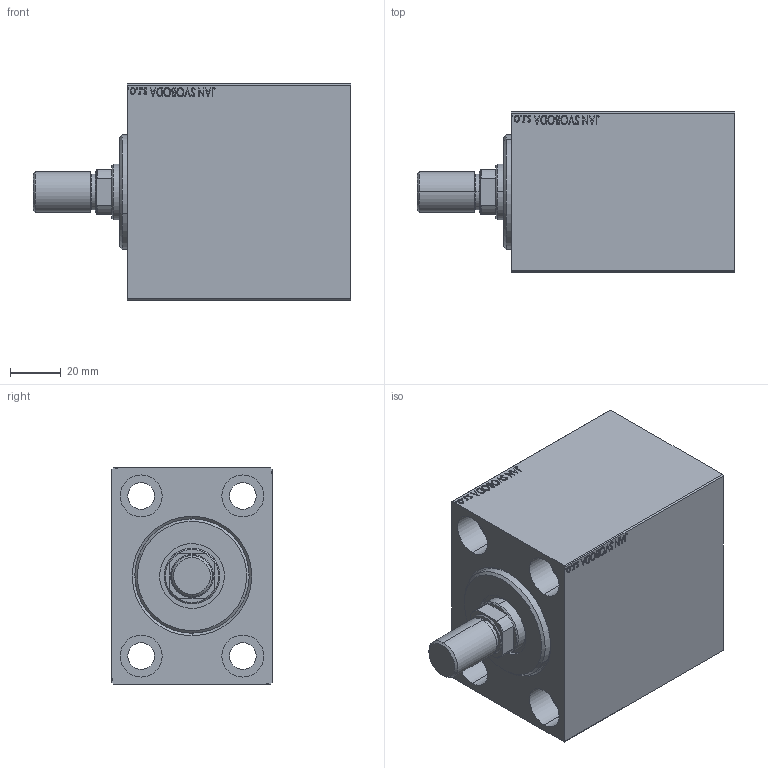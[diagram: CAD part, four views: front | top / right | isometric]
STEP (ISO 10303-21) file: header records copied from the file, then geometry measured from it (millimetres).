
FILE_DESCRIPTION (( 'STEP AP203' ), '1' );
FILE_NAME ('6c6b.STEP', '2024-02-12T15:17:25', ( '' ), ( '' ), 'SwSTEP 2.0', 'SolidWorks 2019', '' );
FILE_SCHEMA (( 'CONFIG_CONTROL_DESIGN' ));
Length unit declared in the file: millimetre
Products named in the file (5): V450CM_MALE_METRIC 3220e1b83885003dfadc37bcc8f30f3e; V450CM_C_VCP 3220e1b83885003dfadc37bcc8f30f3e; V450CM_C_Body 3220e1b83885003dfadc37bcc8f30f3e; V450CM_VC_B 3220e1b83885003dfadc37bcc8f30f3e; 6c6b
Assembly tree (4 placements, depth 2):
  6c6b
    V450CM_C_Body 3220e1b83885003dfadc37bcc8f30f3e
    V450CM_C_VCP 3220e1b83885003dfadc37bcc8f30f3e
    V450CM_VC_B 3220e1b83885003dfadc37bcc8f30f3e
    V450CM_MALE_METRIC 3220e1b83885003dfadc37bcc8f30f3e
Bounding box: 125 x 63 x 85 mm (x, y, z)
Volume: 414084.2 mm3; surface area: 80111.6 mm2
Topology: 4 solids, 4 shells, 872 faces, 2222 edges, 1473 vertices
Faces by surface type: plane 412, bspline 380, cylinder 60, cone 18, torus 2
Entity records: 44229 total; most frequent: CARTESIAN_POINT 25072, ORIENTED_EDGE 4440, DIRECTION 2596, EDGE_CURVE 2220, VERTEX_POINT 1473, LINE 1306, VECTOR 1306, EDGE_LOOP 999
